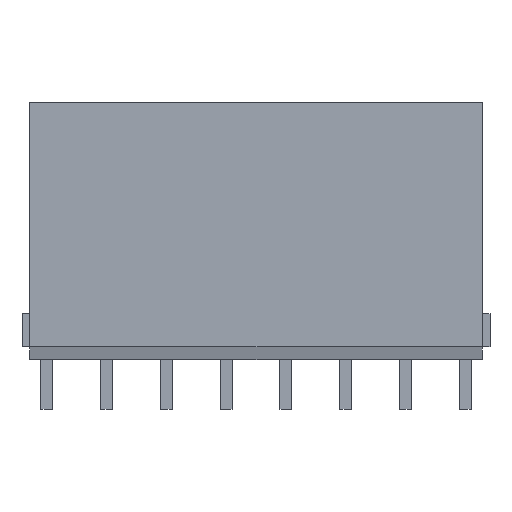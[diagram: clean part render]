
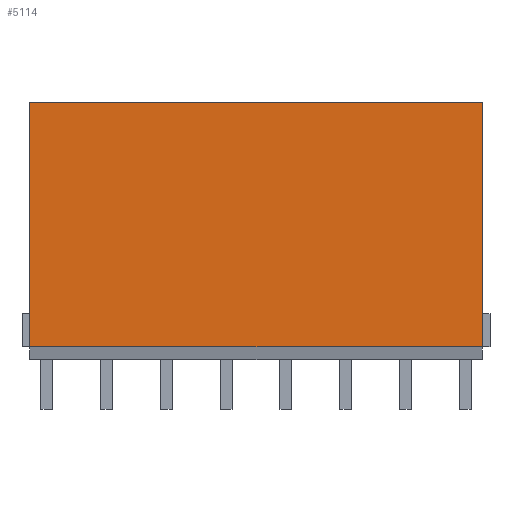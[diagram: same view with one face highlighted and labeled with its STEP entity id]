
A CAD part, front view. The second image highlights one B-rep face of the part: STEP entity #5114.
In plain terms, the highlighted planar face has unit normal (0, -1, 0).
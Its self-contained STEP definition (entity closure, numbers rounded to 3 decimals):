
#4763=CARTESIAN_POINT('',(-15.,-4.775,0.838));
#4764=VERTEX_POINT('',#4763);
#4771=CARTESIAN_POINT('',(-15.,-4.775,17.018));
#4772=VERTEX_POINT('',#4771);
#4773=CARTESIAN_POINT('',(-15.,-4.775,17.018));
#4774=DIRECTION('',(0.0,0.0,-1.0));
#4775=VECTOR('',#4774,16.18);
#4776=LINE('',#4773,#4775);
#4777=EDGE_CURVE('',#4772,#4764,#4776,.T.);
#5073=CARTESIAN_POINT('',(15.,-4.775,0.838));
#5074=VERTEX_POINT('',#5073);
#5081=CARTESIAN_POINT('',(-15.,-4.775,0.838));
#5082=DIRECTION('',(1.0,0.0,0.0));
#5083=VECTOR('',#5082,30.);
#5084=LINE('',#5081,#5083);
#5085=EDGE_CURVE('',#4764,#5074,#5084,.T.);
#5091=CARTESIAN_POINT('',(-16.513,-4.775,17.827));
#5092=DIRECTION('',(0.0,-1.0,0.0));
#5093=DIRECTION('',(0.0,0.0,-1.0));
#5094=AXIS2_PLACEMENT_3D('',#5091,#5092,#5093);
#5095=PLANE('',#5094);
#5096=ORIENTED_EDGE('',*,*,#5085,.T.);
#5097=CARTESIAN_POINT('',(15.,-4.775,17.018));
#5098=VERTEX_POINT('',#5097);
#5099=CARTESIAN_POINT('',(15.,-4.775,17.018));
#5100=DIRECTION('',(0.0,0.0,-1.0));
#5101=VECTOR('',#5100,16.18);
#5102=LINE('',#5099,#5101);
#5103=EDGE_CURVE('',#5098,#5074,#5102,.T.);
#5104=ORIENTED_EDGE('',*,*,#5103,.F.);
#5105=CARTESIAN_POINT('',(-15.,-4.775,17.018));
#5106=DIRECTION('',(1.0,0.0,0.0));
#5107=VECTOR('',#5106,30.);
#5108=LINE('',#5105,#5107);
#5109=EDGE_CURVE('',#4772,#5098,#5108,.T.);
#5110=ORIENTED_EDGE('',*,*,#5109,.F.);
#5111=ORIENTED_EDGE('',*,*,#4777,.T.);
#5112=EDGE_LOOP('',(#5096,#5104,#5110,#5111));
#5113=FACE_OUTER_BOUND('',#5112,.T.);
#5114=ADVANCED_FACE('',(#5113),#5095,.T.);
